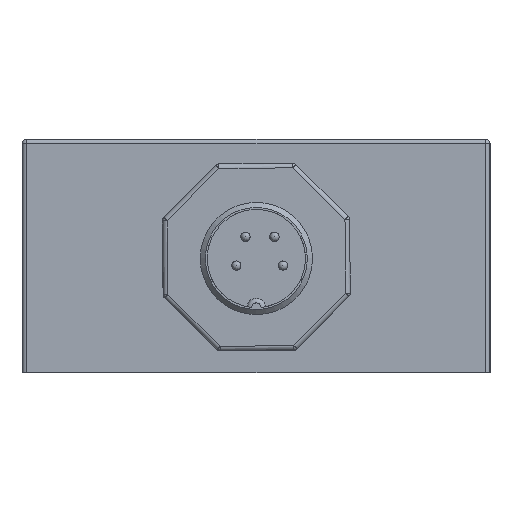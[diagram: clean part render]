
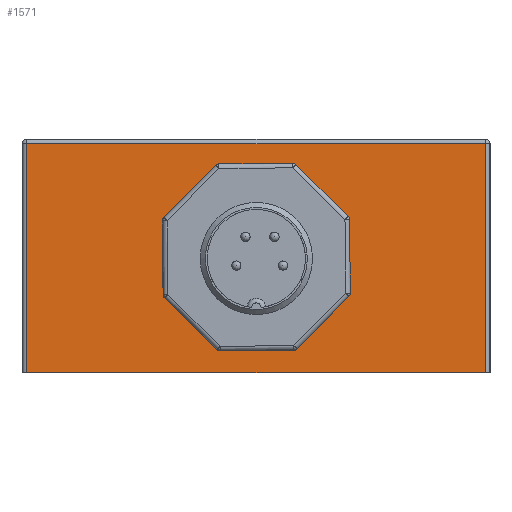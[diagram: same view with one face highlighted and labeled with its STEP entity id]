
A CAD part, left-side view. The second image highlights one B-rep face of the part: STEP entity #1571.
In plain terms, the highlighted planar face has unit normal (-1, 0, 0).
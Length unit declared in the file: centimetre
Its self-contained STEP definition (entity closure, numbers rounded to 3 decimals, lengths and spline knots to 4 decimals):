
#114=VECTOR('',#2361,1.);
#122=VECTOR('',#2392,1.);
#131=VECTOR('',#2430,1.);
#139=VECTOR('',#2463,1.);
#144=VECTOR('',#2483,1.);
#147=VECTOR('',#2531,1.);
#150=VECTOR('',#2546,1.);
#187=VECTOR('',#2659,1.);
#188=VECTOR('',#2660,1.);
#189=VECTOR('',#2661,1.);
#190=VECTOR('',#2662,1.);
#191=VECTOR('',#2663,1.);
#208=LINE('',#1929,#114);
#216=LINE('',#1957,#122);
#225=LINE('',#1991,#131);
#233=LINE('',#2021,#139);
#238=LINE('',#2039,#144);
#241=LINE('',#2074,#147);
#244=LINE('',#2088,#150);
#281=LINE('',#2218,#187);
#282=LINE('',#2219,#188);
#283=LINE('',#2220,#189);
#284=LINE('',#2222,#190);
#285=LINE('',#2224,#191);
#388=PLANE('',#1752);
#418=VERTEX_POINT('',#1920);
#419=VERTEX_POINT('',#1921);
#421=VERTEX_POINT('',#1928);
#425=VERTEX_POINT('',#1942);
#426=VERTEX_POINT('',#1943);
#430=VERTEX_POINT('',#1958);
#432=VERTEX_POINT('',#1966);
#435=VERTEX_POINT('',#1976);
#436=VERTEX_POINT('',#1977);
#440=VERTEX_POINT('',#1992);
#442=VERTEX_POINT('',#2000);
#446=VERTEX_POINT('',#2014);
#448=VERTEX_POINT('',#2020);
#451=VERTEX_POINT('',#2032);
#453=VERTEX_POINT('',#2038);
#454=VERTEX_POINT('',#2045);
#465=VERTEX_POINT('',#2086);
#467=VERTEX_POINT('',#2089);
#515=VERTEX_POINT('',#2221);
#516=VERTEX_POINT('',#2223);
#546=CIRCLE('',#1628,0.05);
#549=CIRCLE('',#1635,0.05);
#555=CIRCLE('',#1646,0.05);
#557=CIRCLE('',#1650,0.05);
#563=CIRCLE('',#1661,0.05);
#567=CIRCLE('',#1668,0.05);
#571=CIRCLE('',#1676,0.05);
#573=CIRCLE('',#1681,0.05);
#648=EDGE_CURVE('',#418,#419,#546,.F.);
#653=EDGE_CURVE('',#418,#421,#208,.T.);
#659=EDGE_CURVE('',#425,#426,#549,.F.);
#667=EDGE_CURVE('',#430,#426,#216,.T.);
#671=EDGE_CURVE('',#430,#432,#555,.F.);
#676=EDGE_CURVE('',#435,#436,#557,.F.);
#684=EDGE_CURVE('',#440,#436,#225,.T.);
#688=EDGE_CURVE('',#440,#442,#563,.F.);
#695=EDGE_CURVE('',#446,#421,#567,.F.);
#699=EDGE_CURVE('',#446,#448,#233,.T.);
#704=EDGE_CURVE('',#451,#448,#571,.F.);
#708=EDGE_CURVE('',#451,#453,#238,.T.);
#711=EDGE_CURVE('',#454,#453,#573,.F.);
#722=EDGE_CURVE('',#425,#419,#241,.T.);
#728=EDGE_CURVE('',#465,#467,#244,.T.);
#788=EDGE_CURVE('',#435,#432,#281,.T.);
#789=EDGE_CURVE('',#454,#442,#282,.T.);
#790=EDGE_CURVE('',#515,#465,#283,.T.);
#791=EDGE_CURVE('',#516,#515,#284,.T.);
#792=EDGE_CURVE('',#467,#516,#285,.T.);
#1089=ORIENTED_EDGE('',*,*,#688,.F.);
#1090=ORIENTED_EDGE('',*,*,#684,.T.);
#1091=ORIENTED_EDGE('',*,*,#676,.F.);
#1092=ORIENTED_EDGE('',*,*,#788,.T.);
#1093=ORIENTED_EDGE('',*,*,#671,.F.);
#1094=ORIENTED_EDGE('',*,*,#667,.T.);
#1095=ORIENTED_EDGE('',*,*,#659,.F.);
#1096=ORIENTED_EDGE('',*,*,#722,.T.);
#1097=ORIENTED_EDGE('',*,*,#648,.F.);
#1098=ORIENTED_EDGE('',*,*,#653,.T.);
#1099=ORIENTED_EDGE('',*,*,#695,.F.);
#1100=ORIENTED_EDGE('',*,*,#699,.T.);
#1101=ORIENTED_EDGE('',*,*,#704,.F.);
#1102=ORIENTED_EDGE('',*,*,#708,.T.);
#1103=ORIENTED_EDGE('',*,*,#711,.F.);
#1104=ORIENTED_EDGE('',*,*,#789,.T.);
#1105=ORIENTED_EDGE('',*,*,#790,.F.);
#1106=ORIENTED_EDGE('',*,*,#791,.F.);
#1107=ORIENTED_EDGE('',*,*,#792,.F.);
#1108=ORIENTED_EDGE('',*,*,#728,.F.);
#1315=EDGE_LOOP('',(#1089,#1090,#1091,#1092,#1093,#1094,#1095,#1096,#1097,
#1098,#1099,#1100,#1101,#1102,#1103,#1104));
#1316=EDGE_LOOP('',(#1105,#1106,#1107,#1108));
#1454=FACE_BOUND('',#1315,.T.);
#1455=FACE_BOUND('',#1316,.T.);
#1571=ADVANCED_FACE('',(#1454,#1455),#388,.T.);
#1628=AXIS2_PLACEMENT_3D('',#1919,#2354,#2355);
#1635=AXIS2_PLACEMENT_3D('',#1941,#2375,#2376);
#1646=AXIS2_PLACEMENT_3D('',#1965,#2402,#2403);
#1650=AXIS2_PLACEMENT_3D('',#1975,#2413,#2414);
#1661=AXIS2_PLACEMENT_3D('',#1999,#2440,#2441);
#1668=AXIS2_PLACEMENT_3D('',#2013,#2457,#2458);
#1676=AXIS2_PLACEMENT_3D('',#2031,#2477,#2478);
#1681=AXIS2_PLACEMENT_3D('',#2044,#2491,#2492);
#1752=AXIS2_PLACEMENT_3D('',#2217,#2658,$);
#1919=CARTESIAN_POINT('',(0.,2.8972,2.1854));
#1920=CARTESIAN_POINT('',(0.,2.8976,2.2354));
#1921=CARTESIAN_POINT('',(0.,2.9328,2.2205));
#1928=CARTESIAN_POINT('',(0.,2.1106,2.2416));
#1929=CARTESIAN_POINT('',(0.,2.5108,2.2385));
#1941=CARTESIAN_POINT('',(0.,3.4493,1.6246));
#1942=CARTESIAN_POINT('',(0.,3.4849,1.6597));
#1943=CARTESIAN_POINT('',(0.,3.4993,1.6242));
#1957=CARTESIAN_POINT('',(0.,3.4913,0.6115));
#1958=CARTESIAN_POINT('',(0.,3.4931,0.8372));
#1965=CARTESIAN_POINT('',(0.,3.4431,0.8376));
#1966=CARTESIAN_POINT('',(0.,3.4781,0.802));
#1975=CARTESIAN_POINT('',(0.,2.8822,0.2855));
#1976=CARTESIAN_POINT('',(0.,2.9173,0.2499));
#1977=CARTESIAN_POINT('',(0.,2.8818,0.2355));
#1991=CARTESIAN_POINT('',(0.,2.4951,0.2385));
#1992=CARTESIAN_POINT('',(0.,2.0948,0.2417));
#1999=CARTESIAN_POINT('',(0.,2.0952,0.2917));
#2000=CARTESIAN_POINT('',(0.,2.0596,0.2566));
#2013=CARTESIAN_POINT('',(0.,2.1102,2.1916));
#2014=CARTESIAN_POINT('',(0.,2.0751,2.2273));
#2020=CARTESIAN_POINT('',(0.,1.5142,1.6752));
#2021=CARTESIAN_POINT('',(0.,1.486,1.6474));
#2031=CARTESIAN_POINT('',(0.,1.5493,1.6395));
#2032=CARTESIAN_POINT('',(0.,1.4993,1.6399));
#2038=CARTESIAN_POINT('',(0.,1.4931,0.8529));
#2039=CARTESIAN_POINT('',(0.,1.4913,0.6272));
#2044=CARTESIAN_POINT('',(0.,1.5431,0.8526));
#2045=CARTESIAN_POINT('',(0.,1.5075,0.8175));
#2074=CARTESIAN_POINT('',(0.,3.5194,1.6246));
#2086=CARTESIAN_POINT('',(0.,0.05,0.));
#2088=CARTESIAN_POINT('',(0.,0.,0.));
#2089=CARTESIAN_POINT('',(0.,4.95,0.));
#2217=CARTESIAN_POINT('',(0.,2.5,0.));
#2218=CARTESIAN_POINT('',(0.,2.8891,0.2221));
#2219=CARTESIAN_POINT('',(0.,2.0941,0.2216));
#2220=CARTESIAN_POINT('',(0.,0.05,0.));
#2221=CARTESIAN_POINT('',(0.,0.05,2.45));
#2222=CARTESIAN_POINT('',(0.,2.5,2.45));
#2223=CARTESIAN_POINT('',(0.,4.95,2.45));
#2224=CARTESIAN_POINT('',(0.,4.95,0.));
#2354=DIRECTION('',(1.,0.,0.));
#2355=DIRECTION('',(0.,0.019,0.046));
#2361=DIRECTION('',(0.,-1.,0.008));
#2375=DIRECTION('',(1.,0.,0.));
#2376=DIRECTION('',(0.,0.046,0.019));
#2392=DIRECTION('',(0.,0.008,1.));
#2402=DIRECTION('',(1.,0.,0.));
#2403=DIRECTION('',(0.,0.046,-0.019));
#2413=DIRECTION('',(1.,0.,0.));
#2414=DIRECTION('',(0.,0.019,-0.046));
#2430=DIRECTION('',(0.,1.,-0.008));
#2440=DIRECTION('',(1.,0.,0.));
#2441=DIRECTION('',(0.,-0.019,-0.046));
#2457=DIRECTION('',(1.,0.,0.));
#2458=DIRECTION('',(0.,-0.019,0.046));
#2463=DIRECTION('',(0.,-0.713,-0.702));
#2477=DIRECTION('',(1.,0.,0.));
#2478=DIRECTION('',(0.,-0.046,0.019));
#2483=DIRECTION('',(0.,-0.008,-1.));
#2491=DIRECTION('',(1.,0.,0.));
#2492=DIRECTION('',(0.,-0.046,-0.019));
#2531=DIRECTION('',(0.,-0.702,0.713));
#2546=DIRECTION('',(0.,1.,0.));
#2658=DIRECTION('',(-1.,0.,0.));
#2659=DIRECTION('',(0.,0.713,0.702));
#2660=DIRECTION('',(0.,0.702,-0.713));
#2661=DIRECTION('',(0.,0.,-1.));
#2662=DIRECTION('',(0.,-1.,0.));
#2663=DIRECTION('',(0.,0.,1.));
